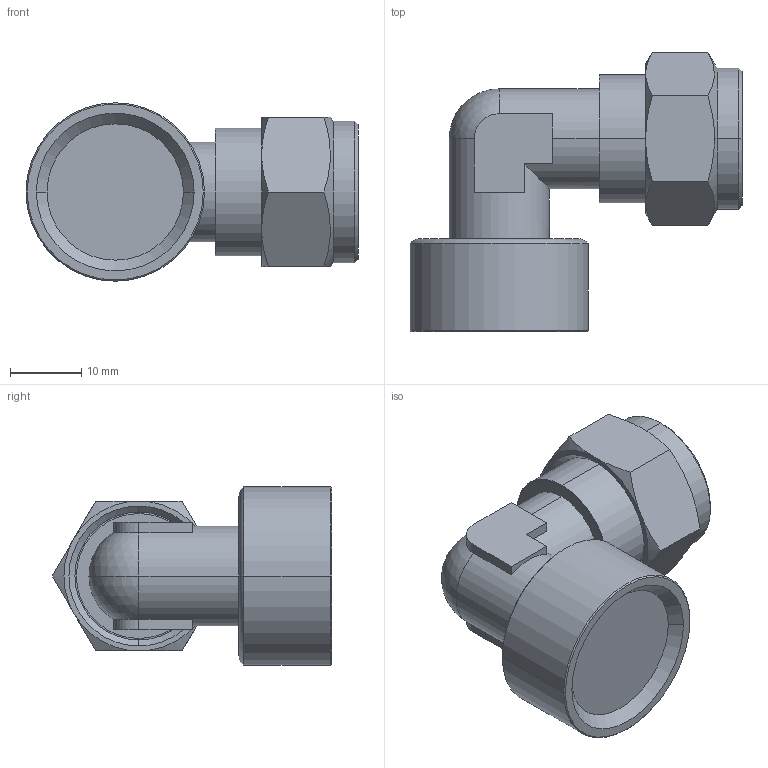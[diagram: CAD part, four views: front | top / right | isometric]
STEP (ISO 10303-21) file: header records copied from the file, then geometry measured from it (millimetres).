
FILE_DESCRIPTION (( 'STEP AP214' ), '1' );
FILE_NAME ('1029000012.step', '2013-02-25T17:14:51', ( '' ), ( '' ), 'SwSTEP 2.0', 'SolidWorks 2012', '' );
FILE_SCHEMA (( 'AUTOMOTIVE_DESIGN' ));
Length unit declared in the file: millimetre
Products named in the file (1): 1029000012
Bounding box: 46.5 x 39.12 x 25 mm (x, y, z)
Volume: 16525.6 mm3; surface area: 5100.1 mm2
Topology: 1 solids, 3 shells, 71 faces, 153 edges, 93 vertices
Faces by surface type: plane 29, cone 20, cylinder 14, torus 6, sphere 2
Entity records: 2062 total; most frequent: CARTESIAN_POINT 488, DIRECTION 336, ORIENTED_EDGE 306, EDGE_CURVE 153, AXIS2_PLACEMENT_3D 137, VERTEX_POINT 93, EDGE_LOOP 76, FACE_OUTER_BOUND 71
